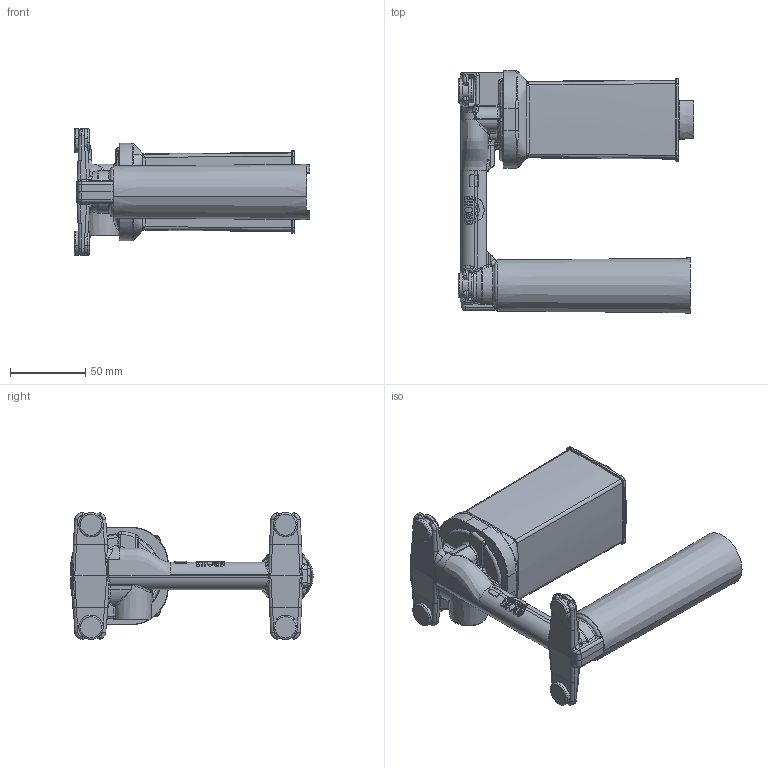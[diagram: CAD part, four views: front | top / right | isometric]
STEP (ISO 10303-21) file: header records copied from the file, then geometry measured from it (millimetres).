
FILE_DESCRIPTION(/* description */ ('AP214 STEP file'),/* implementation_level */ '2;1');
FILE_NAME(/* name */ '23200003_out.stp',/* time_stamp */ '2025-03-31T09:32:09+02:00',/* author */ (''),/* organization */ (''),/* preprocessor_version */ 'ST-DEVELOPER v18.1',/* originating_system */ 'Elysium Co. Ltd. STEP Translator v8.3.0.0',/* authorisation */ '');
FILE_SCHEMA (('AUTOMOTIVE_DESIGN { 1 0 10303 214 3 1 1 }'));
Length unit declared in the file: millimetre
Products named in the file (1): 23200003_extract
Bounding box: 156.2 x 160.62 x 84 mm (x, y, z)
Volume: 555959.3 mm3; surface area: 67106.9 mm2
Topology: 1 solids, 1 shells, 739 faces, 1887 edges, 1144 vertices
Faces by surface type: bspline 243, cylinder 232, plane 163, torus 50, sphere 23, cone 22, extrusion 6
Entity records: 32827 total; most frequent: CARTESIAN_POINT 17531, ORIENTED_EDGE 3746, EDGE_CURVE 1873, STYLED_ITEM 1478, VERTEX_POINT 1144, AXIS2_PLACEMENT_3D 1041, B_SPLINE_CURVE_WITH_KNOTS 806, EDGE_LOOP 755
